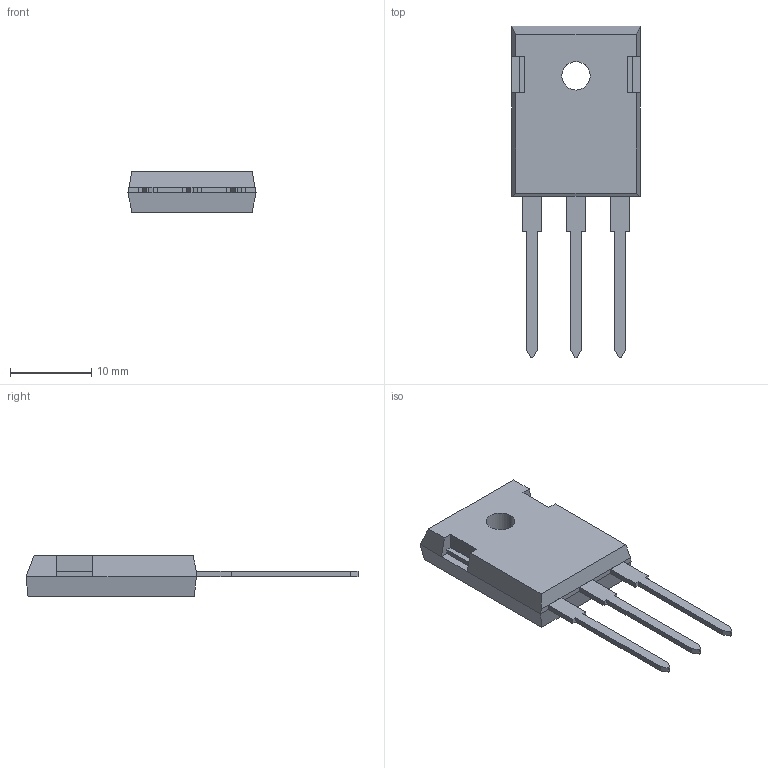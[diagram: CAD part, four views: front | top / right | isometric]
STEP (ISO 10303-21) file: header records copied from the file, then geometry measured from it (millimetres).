
FILE_DESCRIPTION (( 'STEP AP214' ), '1' );
FILE_NAME ('IGBT TO-247N.STEP', '2021-07-26T18:49:24', ( '' ), ( '' ), 'SwSTEP 2.0', 'SolidWorks 2021', '' );
FILE_SCHEMA (( 'AUTOMOTIVE_DESIGN' ));
Length unit declared in the file: millimetre
Products named in the file (1): IGBT TO-247N
Bounding box: 15.8 x 40.92 x 5 mm (x, y, z)
Volume: 1552.9 mm3; surface area: 2107.6 mm2
Topology: 5 solids, 5 shells, 95 faces, 253 edges, 166 vertices
Faces by surface type: plane 89, cylinder 6
Entity records: 2981 total; most frequent: CARTESIAN_POINT 515, ORIENTED_EDGE 506, DIRECTION 457, EDGE_CURVE 253, LINE 241, VECTOR 241, VERTEX_POINT 166, AXIS2_PLACEMENT_3D 108
